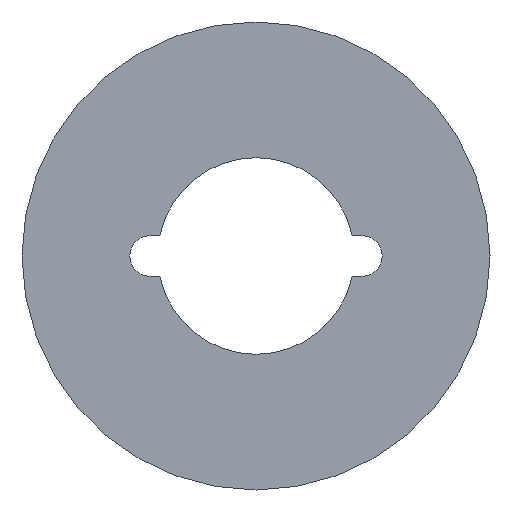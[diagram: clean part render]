
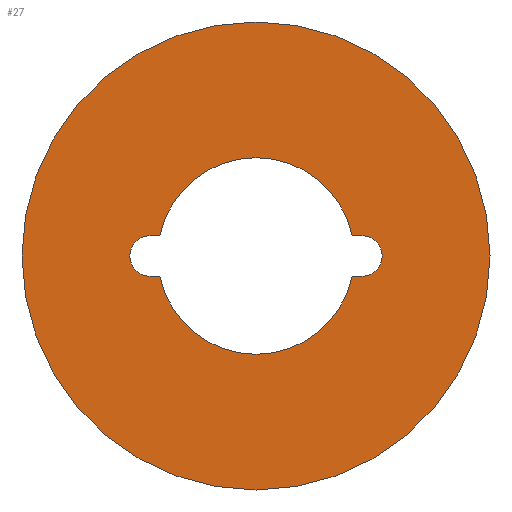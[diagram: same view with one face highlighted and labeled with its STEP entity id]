
A CAD part, front view. The second image highlights one B-rep face of the part: STEP entity #27.
In plain terms, the highlighted planar face has unit normal (0, -1, 0).
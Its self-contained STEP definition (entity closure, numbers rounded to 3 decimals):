
#5 = EDGE_CURVE ( 'NONE', #405, #397, #467, .T. ) ;
#8 = DIRECTION ( 'NONE',  ( 1., 0., 0. ) ) ;
#14 = DIRECTION ( 'NONE',  ( 0., 1., 0. ) ) ;
#18 = CIRCLE ( 'NONE', #189, 1.084 ) ;
#26 = VERTEX_POINT ( 'NONE', #190 ) ;
#27 = ADVANCED_FACE ( 'NONE', ( #337, #378 ), #417, .F. ) ;
#29 = ORIENTED_EDGE ( 'NONE', *, *, #124, .F. ) ;
#37 = EDGE_LOOP ( 'NONE', ( #29, #377 ) ) ;
#42 = VECTOR ( 'NONE', #325, 1000. ) ;
#46 = DIRECTION ( 'NONE',  ( 0., 1., 0. ) ) ;
#47 = VECTOR ( 'NONE', #461, 1000. ) ;
#48 = CARTESIAN_POINT ( 'NONE',  ( 0., -2.5, -12.5 ) ) ;
#49 = CARTESIAN_POINT ( 'NONE',  ( 0., -2.5, 0. ) ) ;
#52 = CARTESIAN_POINT ( 'NONE',  ( -5.655, -2.5, 1.084 ) ) ;
#54 = EDGE_CURVE ( 'NONE', #186, #405, #332, .T. ) ;
#55 = DIRECTION ( 'NONE',  ( 0., 0., 1. ) ) ;
#58 = CARTESIAN_POINT ( 'NONE',  ( 5.137, -2.5, -1.084 ) ) ;
#70 = ORIENTED_EDGE ( 'NONE', *, *, #305, .T. ) ;
#76 = DIRECTION ( 'NONE',  ( 0., 1., 0. ) ) ;
#110 = EDGE_CURVE ( 'NONE', #184, #228, #18, .T. ) ;
#111 = CIRCLE ( 'NONE', #381, 5.25 ) ;
#123 = CARTESIAN_POINT ( 'NONE',  ( -5.655, -2.5, -1.084 ) ) ;
#124 = EDGE_CURVE ( 'NONE', #292, #421, #476, .T. ) ;
#126 = VECTOR ( 'NONE', #8, 1000. ) ;
#130 = DIRECTION ( 'NONE',  ( 0., 0., 1. ) ) ;
#133 = LINE ( 'NONE', #58, #42 ) ;
#134 = ORIENTED_EDGE ( 'NONE', *, *, #301, .T. ) ;
#140 = ORIENTED_EDGE ( 'NONE', *, *, #148, .T. ) ;
#142 = VERTEX_POINT ( 'NONE', #123 ) ;
#145 = AXIS2_PLACEMENT_3D ( 'NONE', #230, #46, #194 ) ;
#148 = EDGE_CURVE ( 'NONE', #187, #184, #349, .T. ) ;
#156 = DIRECTION ( 'NONE',  ( 0., 1., 0. ) ) ;
#159 = CARTESIAN_POINT ( 'NONE',  ( 0., -2.5, 0. ) ) ;
#160 = ORIENTED_EDGE ( 'NONE', *, *, #277, .T. ) ;
#164 = CARTESIAN_POINT ( 'NONE',  ( 5.655, -2.5, 1.084 ) ) ;
#166 = CARTESIAN_POINT ( 'NONE',  ( -5.137, -2.5, -1.084 ) ) ;
#177 = EDGE_CURVE ( 'NONE', #421, #292, #234, .T. ) ;
#182 = ORIENTED_EDGE ( 'NONE', *, *, #263, .T. ) ;
#184 = VERTEX_POINT ( 'NONE', #164 ) ;
#186 = VERTEX_POINT ( 'NONE', #52 ) ;
#187 = VERTEX_POINT ( 'NONE', #313 ) ;
#189 = AXIS2_PLACEMENT_3D ( 'NONE', #236, #200, #130 ) ;
#190 = CARTESIAN_POINT ( 'NONE',  ( 5.137, -2.5, -1.084 ) ) ;
#191 = EDGE_CURVE ( 'NONE', #26, #359, #111, .T. ) ;
#194 = DIRECTION ( 'NONE',  ( 0., 0., 1. ) ) ;
#196 = DIRECTION ( 'NONE',  ( 0., 1., 0. ) ) ;
#198 = CARTESIAN_POINT ( 'NONE',  ( 0., -2.5, 0. ) ) ;
#200 = DIRECTION ( 'NONE',  ( 0., 1., 0. ) ) ;
#221 = ORIENTED_EDGE ( 'NONE', *, *, #191, .T. ) ;
#228 = VERTEX_POINT ( 'NONE', #468 ) ;
#229 = ORIENTED_EDGE ( 'NONE', *, *, #5, .T. ) ;
#230 = CARTESIAN_POINT ( 'NONE',  ( -5.655, -2.5, 0. ) ) ;
#233 = LINE ( 'NONE', #388, #316 ) ;
#234 = CIRCLE ( 'NONE', #300, 12.5 ) ;
#236 = CARTESIAN_POINT ( 'NONE',  ( 5.655, -2.5, 0. ) ) ;
#241 = CARTESIAN_POINT ( 'NONE',  ( 0., -2.5, 12.5 ) ) ;
#244 = ORIENTED_EDGE ( 'NONE', *, *, #54, .T. ) ;
#246 = CARTESIAN_POINT ( 'NONE',  ( 0., -2.5, 5.25 ) ) ;
#251 = CIRCLE ( 'NONE', #145, 1.084 ) ;
#263 = EDGE_CURVE ( 'NONE', #359, #142, #233, .T. ) ;
#264 = CARTESIAN_POINT ( 'NONE',  ( -5.655, -2.5, 1.084 ) ) ;
#269 = CARTESIAN_POINT ( 'NONE',  ( 5.137, -2.5, 1.084 ) ) ;
#270 = DIRECTION ( 'NONE',  ( 0., 0., 1. ) ) ;
#274 = AXIS2_PLACEMENT_3D ( 'NONE', #49, #196, #55 ) ;
#277 = EDGE_CURVE ( 'NONE', #397, #187, #335, .T. ) ;
#286 = EDGE_LOOP ( 'NONE', ( #182, #134, #244, #229, #160, #140, #311, #70, #221 ) ) ;
#292 = VERTEX_POINT ( 'NONE', #241 ) ;
#300 = AXIS2_PLACEMENT_3D ( 'NONE', #159, #156, #386 ) ;
#301 = EDGE_CURVE ( 'NONE', #142, #186, #251, .T. ) ;
#305 = EDGE_CURVE ( 'NONE', #228, #26, #133, .T. ) ;
#310 = DIRECTION ( 'NONE',  ( 0., 0., 1. ) ) ;
#311 = ORIENTED_EDGE ( 'NONE', *, *, #110, .T. ) ;
#313 = CARTESIAN_POINT ( 'NONE',  ( 5.137, -2.5, 1.084 ) ) ;
#316 = VECTOR ( 'NONE', #432, 1000. ) ;
#325 = DIRECTION ( 'NONE',  ( -1., 0., 0. ) ) ;
#332 = LINE ( 'NONE', #264, #126 ) ;
#334 = DIRECTION ( 'NONE',  ( 0., 0., 1. ) ) ;
#335 = CIRCLE ( 'NONE', #274, 5.25 ) ;
#336 = DIRECTION ( 'NONE',  ( 0., 1., 0. ) ) ;
#337 = FACE_BOUND ( 'NONE', #286, .T. ) ;
#340 = CARTESIAN_POINT ( 'NONE',  ( 0., -2.5, 0. ) ) ;
#344 = CARTESIAN_POINT ( 'NONE',  ( 0., -2.5, 0. ) ) ;
#349 = LINE ( 'NONE', #269, #47 ) ;
#351 = DIRECTION ( 'NONE',  ( 0., 1., 0. ) ) ;
#359 = VERTEX_POINT ( 'NONE', #166 ) ;
#362 = CARTESIAN_POINT ( 'NONE',  ( -5.137, -2.5, 1.084 ) ) ;
#372 = DIRECTION ( 'NONE',  ( 0., 0., 1. ) ) ;
#375 = AXIS2_PLACEMENT_3D ( 'NONE', #408, #336, #372 ) ;
#377 = ORIENTED_EDGE ( 'NONE', *, *, #177, .F. ) ;
#378 = FACE_OUTER_BOUND ( 'NONE', #37, .T. ) ;
#381 = AXIS2_PLACEMENT_3D ( 'NONE', #198, #14, #270 ) ;
#386 = DIRECTION ( 'NONE',  ( 0., 0., 1. ) ) ;
#388 = CARTESIAN_POINT ( 'NONE',  ( -5.655, -2.5, -1.084 ) ) ;
#397 = VERTEX_POINT ( 'NONE', #246 ) ;
#405 = VERTEX_POINT ( 'NONE', #362 ) ;
#408 = CARTESIAN_POINT ( 'NONE',  ( 0., -2.5, 0. ) ) ;
#409 = AXIS2_PLACEMENT_3D ( 'NONE', #340, #76, #334 ) ;
#417 = PLANE ( 'NONE',  #375 ) ;
#421 = VERTEX_POINT ( 'NONE', #48 ) ;
#424 = AXIS2_PLACEMENT_3D ( 'NONE', #344, #351, #310 ) ;
#432 = DIRECTION ( 'NONE',  ( -1., 0., 0. ) ) ;
#461 = DIRECTION ( 'NONE',  ( 1., 0., 0. ) ) ;
#467 = CIRCLE ( 'NONE', #409, 5.25 ) ;
#468 = CARTESIAN_POINT ( 'NONE',  ( 5.655, -2.5, -1.084 ) ) ;
#476 = CIRCLE ( 'NONE', #424, 12.5 ) ;
